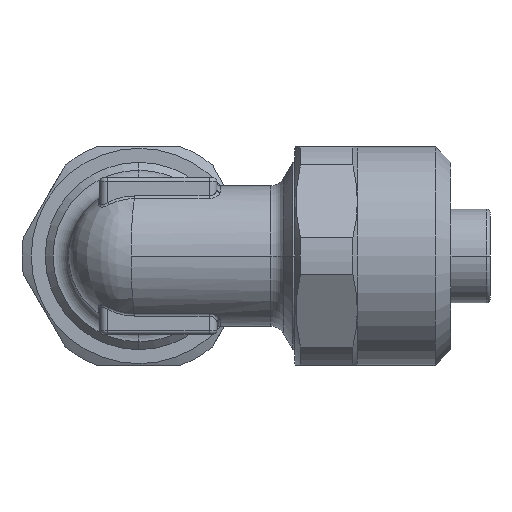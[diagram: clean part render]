
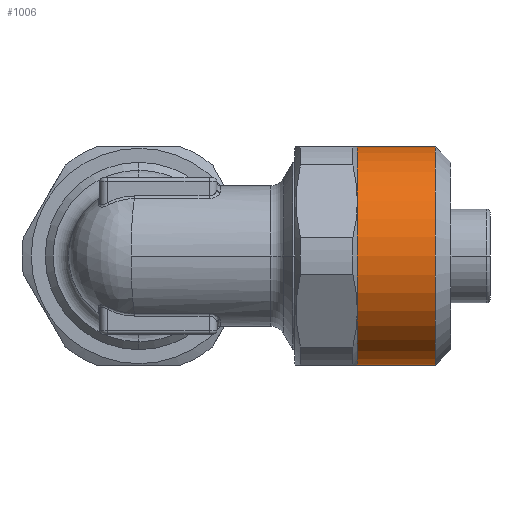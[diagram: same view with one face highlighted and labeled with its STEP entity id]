
A CAD part, left-side view. The second image highlights one B-rep face of the part: STEP entity #1006.
In plain terms, the highlighted cylindrical face has radius 7 mm (diameter 14 mm), a partial arc.
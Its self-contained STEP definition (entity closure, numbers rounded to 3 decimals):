
#102 = CIRCLE ( 'NONE', #195, 7. ) ;
#180 = VECTOR ( 'NONE', #2377, 1000. ) ;
#186 = VECTOR ( 'NONE', #2366, 1000. ) ;
#195 = AXIS2_PLACEMENT_3D ( 'NONE', #2360, #2361, #2362 ) ;
#199 = AXIS2_PLACEMENT_3D ( 'NONE', #2370, #2371, #2372 ) ;
#200 = CIRCLE ( 'NONE', #199, 7. ) ;
#201 = AXIS2_PLACEMENT_3D ( 'NONE', #2367, #2368, #2369 ) ;
#211 = AXIS2_PLACEMENT_3D ( 'NONE', #2373, #2374, #2375 ) ;
#215 = CIRCLE ( 'NONE', #211, 7. ) ;
#222 = CIRCLE ( 'NONE', #201, 7. ) ;
#224 = AXIS2_PLACEMENT_3D ( 'NONE', #3440, #3441, #3442 ) ;
#451 = EDGE_CURVE ( 'NONE', #1821, #1822, #102, .T. ) ;
#453 = EDGE_CURVE ( 'NONE', #1822, #1820, #2032, .T. ) ;
#454 = EDGE_CURVE ( 'NONE', #1819, #1820, #222, .T. ) ;
#455 = EDGE_CURVE ( 'NONE', #1818, #1819, #200, .T. ) ;
#456 = EDGE_CURVE ( 'NONE', #1817, #1818, #215, .T. ) ;
#457 = EDGE_CURVE ( 'NONE', #1821, #1817, #2033, .T. ) ;
#1006 = ADVANCED_FACE ( 'NONE', ( #2133 ), #2134, .T. ) ;
#1090 = EDGE_LOOP ( 'NONE', ( #3174, #3176, #3175, #3177, #3178, #3179 ) ) ;
#1817 = VERTEX_POINT ( 'NONE', #5436 ) ;
#1818 = VERTEX_POINT ( 'NONE', #5437 ) ;
#1819 = VERTEX_POINT ( 'NONE', #5438 ) ;
#1820 = VERTEX_POINT ( 'NONE', #5439 ) ;
#1821 = VERTEX_POINT ( 'NONE', #5440 ) ;
#1822 = VERTEX_POINT ( 'NONE', #5441 ) ;
#2032 = LINE ( 'NONE', #2365, #186 ) ;
#2033 = LINE ( 'NONE', #2376, #180 ) ;
#2133 = FACE_OUTER_BOUND ( 'NONE', #1090, .T. ) ;
#2134 = CYLINDRICAL_SURFACE ( 'NONE', #224, 7. ) ;
#2360 = CARTESIAN_POINT ( 'NONE',  ( 0., -19., 0. ) ) ;
#2361 = DIRECTION ( 'NONE',  ( 0., 1., 0. ) ) ;
#2362 = DIRECTION ( 'NONE',  ( 0., 0., -1. ) ) ;
#2365 = CARTESIAN_POINT ( 'NONE',  ( 0., -6.787, 7. ) ) ;
#2366 = DIRECTION ( 'NONE',  ( 0., 1., 0. ) ) ;
#2367 = CARTESIAN_POINT ( 'NONE',  ( 0., -14., 0. ) ) ;
#2368 = DIRECTION ( 'NONE',  ( 0., 1., 0. ) ) ;
#2369 = DIRECTION ( 'NONE',  ( 0., 0., -1. ) ) ;
#2370 = CARTESIAN_POINT ( 'NONE',  ( 0., -14., 0. ) ) ;
#2371 = DIRECTION ( 'NONE',  ( 0., 1., 0. ) ) ;
#2372 = DIRECTION ( 'NONE',  ( 0., 0., -1. ) ) ;
#2373 = CARTESIAN_POINT ( 'NONE',  ( 0., -14., 0. ) ) ;
#2374 = DIRECTION ( 'NONE',  ( 0., 1., 0. ) ) ;
#2375 = DIRECTION ( 'NONE',  ( 0., 0., -1. ) ) ;
#2376 = CARTESIAN_POINT ( 'NONE',  ( 0., -6.787, -7. ) ) ;
#2377 = DIRECTION ( 'NONE',  ( 0., 1., 0. ) ) ;
#3174 = ORIENTED_EDGE ( 'NONE', *, *, #451, .T. ) ;
#3175 = ORIENTED_EDGE ( 'NONE', *, *, #454, .F. ) ;
#3176 = ORIENTED_EDGE ( 'NONE', *, *, #453, .T. ) ;
#3177 = ORIENTED_EDGE ( 'NONE', *, *, #455, .F. ) ;
#3178 = ORIENTED_EDGE ( 'NONE', *, *, #456, .F. ) ;
#3179 = ORIENTED_EDGE ( 'NONE', *, *, #457, .F. ) ;
#3440 = CARTESIAN_POINT ( 'NONE',  ( 0., -6.787, 0. ) ) ;
#3441 = DIRECTION ( 'NONE',  ( 0., 1., 0. ) ) ;
#3442 = DIRECTION ( 'NONE',  ( 0., 0., -1. ) ) ;
#5436 = CARTESIAN_POINT ( 'NONE',  ( 0., -14., -7. ) ) ;
#5437 = CARTESIAN_POINT ( 'NONE',  ( -6.062, -14., -3.5 ) ) ;
#5438 = CARTESIAN_POINT ( 'NONE',  ( -6.062, -14., 3.5 ) ) ;
#5439 = CARTESIAN_POINT ( 'NONE',  ( 0., -14., 7. ) ) ;
#5440 = CARTESIAN_POINT ( 'NONE',  ( 0., -19., -7. ) ) ;
#5441 = CARTESIAN_POINT ( 'NONE',  ( 0., -19., 7. ) ) ;
